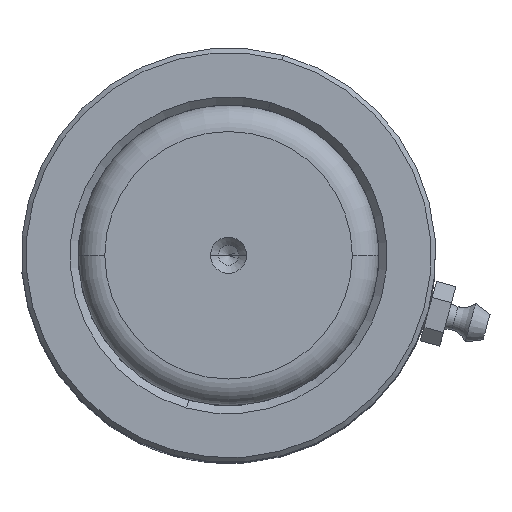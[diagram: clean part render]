
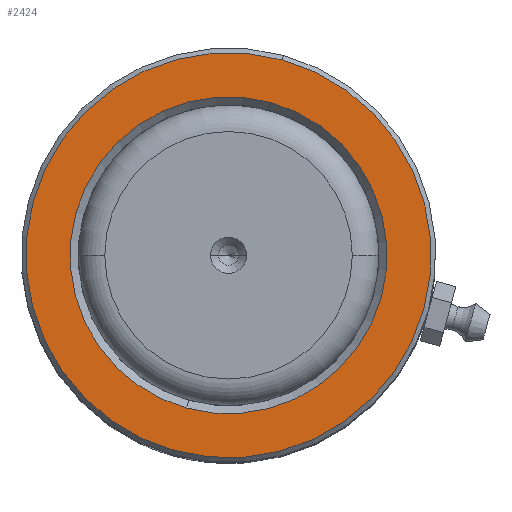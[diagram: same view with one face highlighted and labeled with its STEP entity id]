
A CAD part, top view. The second image highlights one B-rep face of the part: STEP entity #2424.
In plain terms, the highlighted planar face has unit normal (0, 0, 1).
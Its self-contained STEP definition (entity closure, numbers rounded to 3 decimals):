
#222 = CARTESIAN_POINT ( 'NONE',  ( 0., 0., 100. ) ) ;
#537 = CIRCLE ( 'NONE', #7608, 30.3 ) ;
#636 = EDGE_LOOP ( 'NONE', ( #4753, #3228 ) ) ;
#1090 = DIRECTION ( 'NONE',  ( 1., 0., 0. ) ) ;
#1181 = EDGE_CURVE ( 'NONE', #2907, #2894, #3039, .T. ) ;
#1258 = EDGE_LOOP ( 'NONE', ( #6515, #4549 ) ) ;
#1528 = CARTESIAN_POINT ( 'NONE',  ( 0., 0., 100. ) ) ;
#2030 = PLANE ( 'NONE',  #7883 ) ;
#2279 = CIRCLE ( 'NONE', #2359, 23.7 ) ;
#2359 = AXIS2_PLACEMENT_3D ( 'NONE', #7899, #5989, #1090 ) ;
#2424 = ADVANCED_FACE ( 'NONE', ( #8069, #6525 ), #2030, .T. ) ;
#2894 = VERTEX_POINT ( 'NONE', #3098 ) ;
#2907 = VERTEX_POINT ( 'NONE', #7753 ) ;
#3039 = CIRCLE ( 'NONE', #5232, 30.3 ) ;
#3098 = CARTESIAN_POINT ( 'NONE',  ( -30.3, 0., 100. ) ) ;
#3228 = ORIENTED_EDGE ( 'NONE', *, *, #5430, .T. ) ;
#3378 = EDGE_CURVE ( 'NONE', #6368, #8867, #2279, .T. ) ;
#3822 = DIRECTION ( 'NONE',  ( 0., 0., 1. ) ) ;
#4324 = AXIS2_PLACEMENT_3D ( 'NONE', #1528, #4902, #6294 ) ;
#4549 = ORIENTED_EDGE ( 'NONE', *, *, #1181, .T. ) ;
#4669 = CARTESIAN_POINT ( 'NONE',  ( 23.7, 0., 100. ) ) ;
#4753 = ORIENTED_EDGE ( 'NONE', *, *, #3378, .T. ) ;
#4848 = CARTESIAN_POINT ( 'NONE',  ( 0., 0., 100. ) ) ;
#4902 = DIRECTION ( 'NONE',  ( 0., 0., -1. ) ) ;
#4918 = CARTESIAN_POINT ( 'NONE',  ( -23.7, 0., 100. ) ) ;
#5232 = AXIS2_PLACEMENT_3D ( 'NONE', #222, #3822, #5900 ) ;
#5430 = EDGE_CURVE ( 'NONE', #8867, #6368, #5693, .T. ) ;
#5693 = CIRCLE ( 'NONE', #4324, 23.7 ) ;
#5859 = EDGE_CURVE ( 'NONE', #2894, #2907, #537, .T. ) ;
#5900 = DIRECTION ( 'NONE',  ( 1., 0., 0. ) ) ;
#5989 = DIRECTION ( 'NONE',  ( 0., 0., -1. ) ) ;
#6294 = DIRECTION ( 'NONE',  ( 1., 0., 0. ) ) ;
#6368 = VERTEX_POINT ( 'NONE', #4669 ) ;
#6515 = ORIENTED_EDGE ( 'NONE', *, *, #5859, .T. ) ;
#6525 = FACE_BOUND ( 'NONE', #636, .T. ) ;
#6829 = DIRECTION ( 'NONE',  ( 1., 0., 0. ) ) ;
#6923 = DIRECTION ( 'NONE',  ( 1., 0., 0. ) ) ;
#7022 = DIRECTION ( 'NONE',  ( 0., 0., 1. ) ) ;
#7608 = AXIS2_PLACEMENT_3D ( 'NONE', #8376, #7022, #6923 ) ;
#7632 = DIRECTION ( 'NONE',  ( 0., 0., 1. ) ) ;
#7753 = CARTESIAN_POINT ( 'NONE',  ( 30.3, 0., 100. ) ) ;
#7883 = AXIS2_PLACEMENT_3D ( 'NONE', #4848, #7632, #6829 ) ;
#7899 = CARTESIAN_POINT ( 'NONE',  ( 0., 0., 100. ) ) ;
#8069 = FACE_OUTER_BOUND ( 'NONE', #1258, .T. ) ;
#8376 = CARTESIAN_POINT ( 'NONE',  ( 0., 0., 100. ) ) ;
#8867 = VERTEX_POINT ( 'NONE', #4918 ) ;
